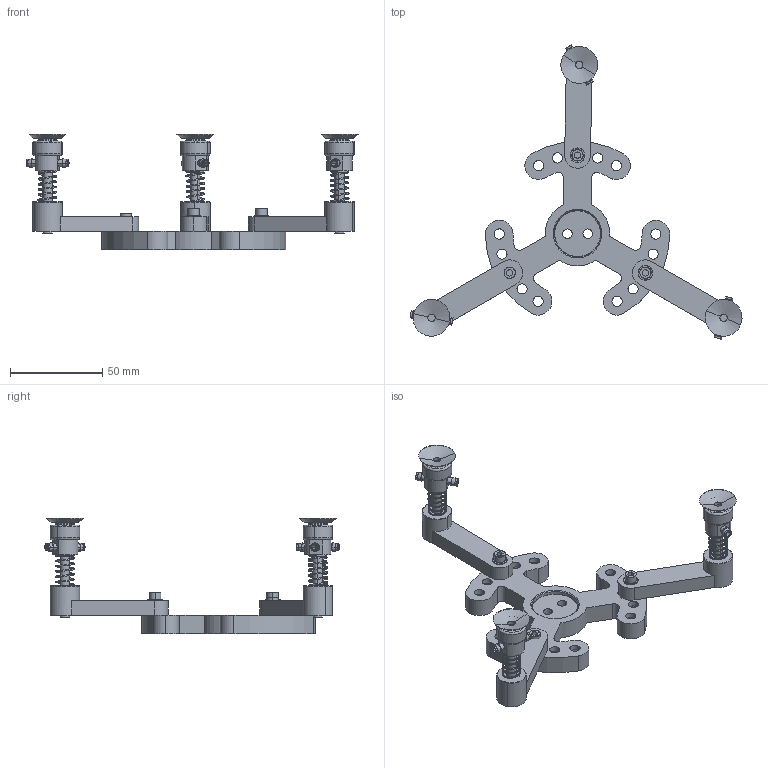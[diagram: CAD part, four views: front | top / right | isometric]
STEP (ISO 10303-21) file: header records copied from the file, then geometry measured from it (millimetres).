
FILE_DESCRIPTION (( 'STEP AP203' ), '1' );
FILE_NAME ('8800.200.52.STEP', '2020-10-11T19:48:37', ( 'Eberle' ), ( '' ), 'SwSTEP 2.0', 'SolidWorks 2010', '' );
FILE_SCHEMA (( 'CONFIG_CONTROL_DESIGN' ));
Length unit declared in the file: millimetre
Products named in the file (9): 8800.200.09; 8800.200.52; 8800.500.001; 20 mm; 8800.500.16; Schraube M4; 8800.800.55; - Druckfeder 1 - angelegte Enden_Default; 8800.800.02
Assembly tree (16 placements, depth 3):
  8800.200.52
    8800.500.001
    Schraube M4  x3
    20 mm  x3
    8800.500.16  x3
    8800.200.09
    8800.800.55  x3
      - Druckfeder 1 - angelegte Enden_Default
      8800.800.02
Bounding box: 180.14 x 159.79 x 62.7 mm (x, y, z)
Volume: 70308.5 mm3; surface area: 42413.3 mm2
Topology: 17 solids, 17 shells, 771 faces, 1730 edges, 1076 vertices
Faces by surface type: plane 372, cylinder 257, cone 76, torus 48, bspline 18
Entity records: 17699 total; most frequent: CARTESIAN_POINT 4945, DIRECTION 2544, ORIENTED_EDGE 2272, EDGE_CURVE 1136, AXIS2_PLACEMENT_3D 913, VECTOR 718, LINE 718, VERTEX_POINT 704
